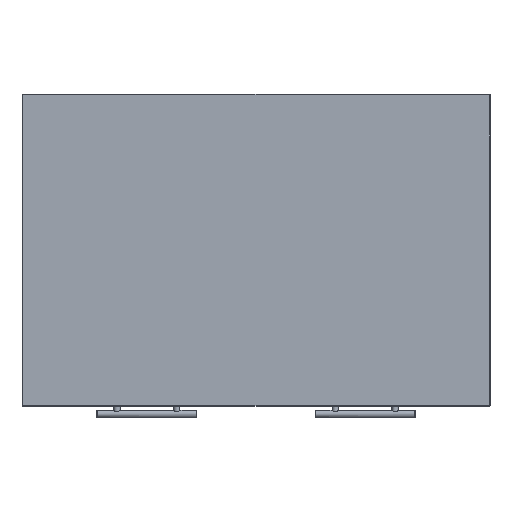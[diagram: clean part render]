
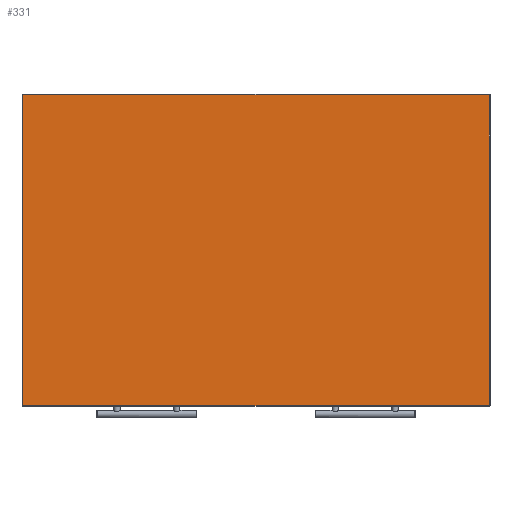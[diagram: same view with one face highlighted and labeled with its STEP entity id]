
A CAD part, top view. The second image highlights one B-rep face of the part: STEP entity #331.
In plain terms, the highlighted face is planar.
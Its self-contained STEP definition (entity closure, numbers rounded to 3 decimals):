
#331=ADVANCED_FACE('',(#447),#1748,.T.);
#447=FACE_OUTER_BOUND('',#568,.T.);
#568=EDGE_LOOP('',(#983,#984,#985,#986));
#983=ORIENTED_EDGE('',*,*,#1277,.F.);
#984=ORIENTED_EDGE('',*,*,#1278,.F.);
#985=ORIENTED_EDGE('',*,*,#1279,.F.);
#986=ORIENTED_EDGE('',*,*,#1276,.F.);
#1276=EDGE_CURVE('',#1657,#1658,#1503,.T.);
#1277=EDGE_CURVE('',#1659,#1657,#1504,.T.);
#1278=EDGE_CURVE('',#1660,#1659,#1505,.T.);
#1279=EDGE_CURVE('',#1658,#1660,#1506,.T.);
#1503=B_SPLINE_CURVE_WITH_KNOTS('',1,(#3426,#3427),.UNSPECIFIED.,.F.,.F.,
(2,2),(-498.,0.),.UNSPECIFIED.);
#1504=B_SPLINE_CURVE_WITH_KNOTS('',1,(#3428,#3429),.UNSPECIFIED.,.F.,.F.,
(2,2),(-748.,0.),.UNSPECIFIED.);
#1505=B_SPLINE_CURVE_WITH_KNOTS('',1,(#3430,#3431),.UNSPECIFIED.,.F.,.F.,
(2,2),(-498.,0.),.UNSPECIFIED.);
#1506=B_SPLINE_CURVE_WITH_KNOTS('',1,(#3432,#3433),.UNSPECIFIED.,.F.,.F.,
(2,2),(-748.,0.),.UNSPECIFIED.);
#1657=VERTEX_POINT('',#3372);
#1658=VERTEX_POINT('',#3373);
#1659=VERTEX_POINT('',#3374);
#1660=VERTEX_POINT('',#3375);
#1748=PLANE('',#2040);
#2040=AXIS2_PLACEMENT_3D('',#3063,#2184,$);
#2184=DIRECTION('',(0.,1.,0.));
#3063=CARTESIAN_POINT('',(-448.8,90.,298.8));
#3372=CARTESIAN_POINT('',(374.,90.,-249.));
#3373=CARTESIAN_POINT('',(374.,90.,249.));
#3374=CARTESIAN_POINT('',(-374.,90.,-249.));
#3375=CARTESIAN_POINT('',(-374.,90.,249.));
#3426=CARTESIAN_POINT('',(374.,90.,-249.));
#3427=CARTESIAN_POINT('',(374.,90.,249.));
#3428=CARTESIAN_POINT('',(-374.,90.,-249.));
#3429=CARTESIAN_POINT('',(374.,90.,-249.));
#3430=CARTESIAN_POINT('',(-374.,90.,249.));
#3431=CARTESIAN_POINT('',(-374.,90.,-249.));
#3432=CARTESIAN_POINT('',(374.,90.,249.));
#3433=CARTESIAN_POINT('',(-374.,90.,249.));
